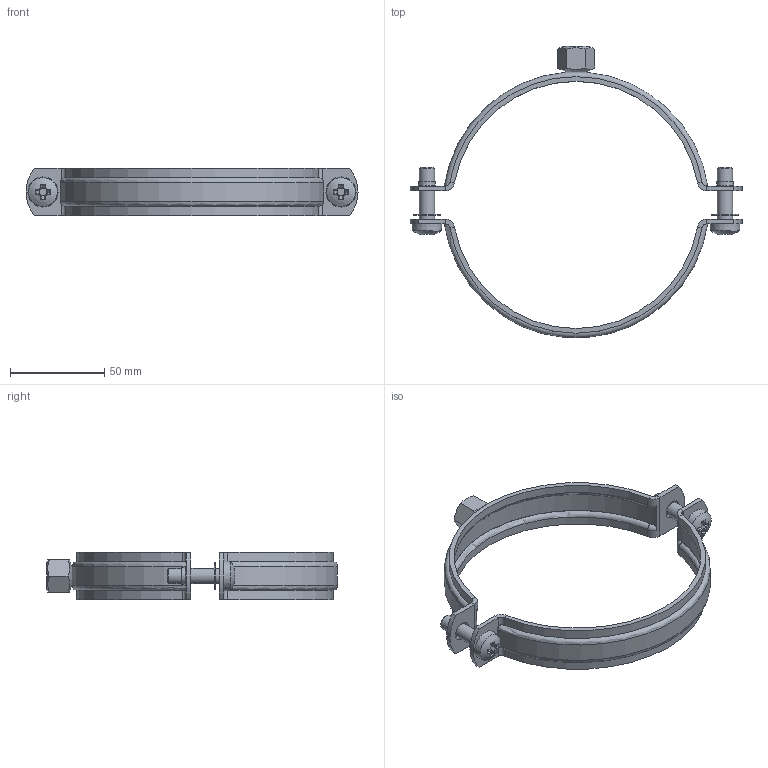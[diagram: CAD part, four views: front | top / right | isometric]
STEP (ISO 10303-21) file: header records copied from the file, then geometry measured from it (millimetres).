
FILE_DESCRIPTION((''),'2;1');
FILE_NAME('119915.stp','2010-11-18T11:10:47',('DMK009'),(''),'Autodesk Inventor 2011','Autodesk Inventor 2011','');
FILE_SCHEMA(('AUTOMOTIVE_DESIGN { 1 0 10303 214 1 1 1 1 }'));
Length unit declared in the file: millimetre
Products named in the file (1): 119915
Bounding box: 176 x 154.25 x 25 mm (x, y, z)
Volume: 37879.6 mm3; surface area: 31765.6 mm2
Topology: 1 solids, 1 shells, 184 faces, 450 edges, 284 vertices
Faces by surface type: plane 83, cylinder 43, cone 33, torus 22, sphere 3
Full cylindrical faces by diameter (mm): 7.375 x2, 8 x6, 8.5 x2, 8.647 x1, 9 x2, 14 x2
Entity records: 5456 total; most frequent: CARTESIAN_POINT 1270, DIRECTION 896, ORIENTED_EDGE 814, EDGE_CURVE 407, AXIS2_PLACEMENT_3D 375, VERTEX_POINT 273, EDGE_LOOP 234, FACE_OUTER_BOUND 184
